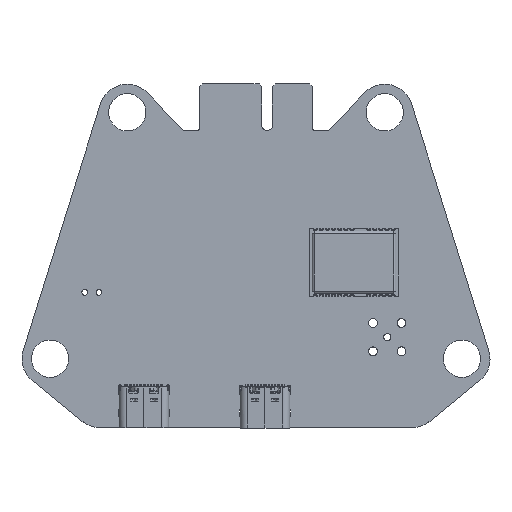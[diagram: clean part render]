
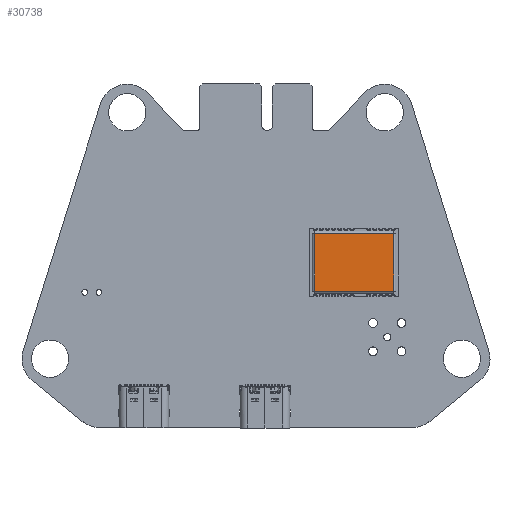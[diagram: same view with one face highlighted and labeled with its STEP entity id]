
A CAD part, top view. The second image highlights one B-rep face of the part: STEP entity #30738.
In plain terms, the highlighted face is planar.
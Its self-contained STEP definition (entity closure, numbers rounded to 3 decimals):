
#29989 = VERTEX_POINT('',#29990);
#29990 = CARTESIAN_POINT('',(-5.2,2.6,-7.1));
#30006 = VERTEX_POINT('',#30007);
#30007 = CARTESIAN_POINT('',(-5.2,2.6,7.1));
#30014 = EDGE_CURVE('',#29989,#30006,#30015,.T.);
#30015 = LINE('',#30016,#30017);
#30016 = CARTESIAN_POINT('',(-5.2,2.6,-7.293));
#30017 = VECTOR('',#30018,1.);
#30018 = DIRECTION('',(-0.,0.,1.));
#30267 = VERTEX_POINT('',#30268);
#30268 = CARTESIAN_POINT('',(5.2,2.6,-7.1));
#30277 = EDGE_CURVE('',#30278,#30267,#30280,.T.);
#30278 = VERTEX_POINT('',#30279);
#30279 = CARTESIAN_POINT('',(5.2,2.6,7.1));
#30280 = LINE('',#30281,#30282);
#30281 = CARTESIAN_POINT('',(5.2,2.6,7.293));
#30282 = VECTOR('',#30283,1.);
#30283 = DIRECTION('',(-0.,0.,-1.));
#30738 = ADVANCED_FACE('',(#30739),#30755,.F.);
#30739 = FACE_BOUND('',#30740,.T.);
#30740 = EDGE_LOOP('',(#30741,#30747,#30748,#30754));
#30741 = ORIENTED_EDGE('',*,*,#30742,.T.);
#30742 = EDGE_CURVE('',#30006,#30278,#30743,.T.);
#30743 = LINE('',#30744,#30745);
#30744 = CARTESIAN_POINT('',(-5.393,2.6,7.1));
#30745 = VECTOR('',#30746,1.);
#30746 = DIRECTION('',(1.,0.,0.));
#30747 = ORIENTED_EDGE('',*,*,#30277,.T.);
#30748 = ORIENTED_EDGE('',*,*,#30749,.T.);
#30749 = EDGE_CURVE('',#30267,#29989,#30750,.T.);
#30750 = LINE('',#30751,#30752);
#30751 = CARTESIAN_POINT('',(5.393,2.6,-7.1));
#30752 = VECTOR('',#30753,1.);
#30753 = DIRECTION('',(-1.,0.,0.));
#30754 = ORIENTED_EDGE('',*,*,#30014,.T.);
#30755 = PLANE('',#30756);
#30756 = AXIS2_PLACEMENT_3D('',#30757,#30758,#30759);
#30757 = CARTESIAN_POINT('',(0.,2.6,0.));
#30758 = DIRECTION('',(0.,-1.,0.));
#30759 = DIRECTION('',(0.,-0.,-1.));
